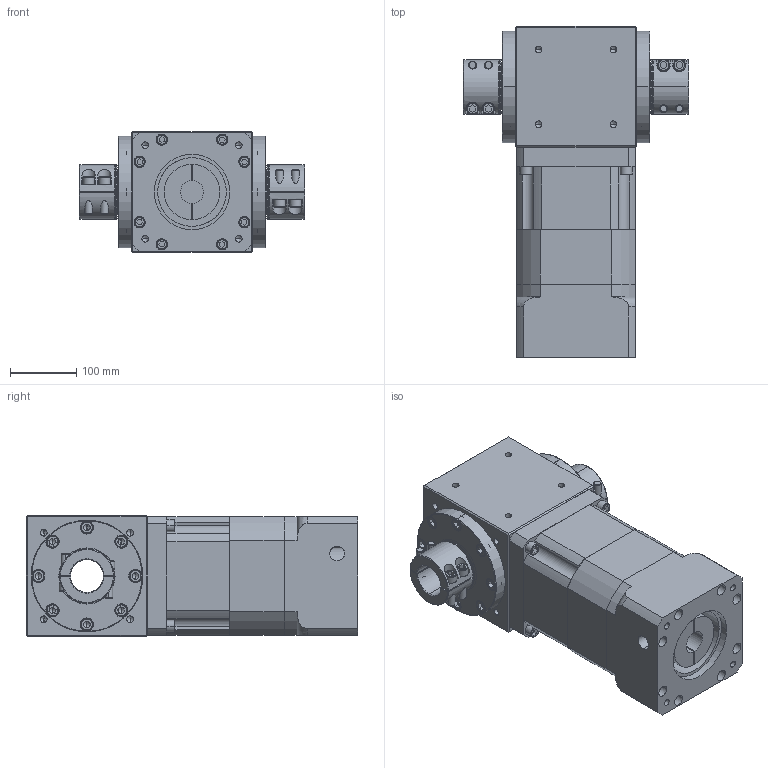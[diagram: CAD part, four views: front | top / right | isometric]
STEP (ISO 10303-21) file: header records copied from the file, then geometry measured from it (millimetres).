
FILE_DESCRIPTION (( 'STEP AP214' ), '1' );
FILE_NAME ('RA180-L2-XX-D-35-114.3-200-M12_2019.STEP', '2019-05-22T02:43:05', ( 'Y' ), ( 'NCU' ), 'SwSTEP 2.0', 'SolidWorks 2016', '' );
FILE_SCHEMA (( 'AUTOMOTIVE_DESIGN' ));
Length unit declared in the file: millimetre
Products named in the file (1): RA180-L2-XX-D-35-114.3-200-M12_2019
Bounding box: 341 x 501 x 183 mm (x, y, z)
Volume: 16154095.9 mm3; surface area: 994333.9 mm2
Topology: 5 solids, 21 shells, 1065 faces, 2554 edges, 1588 vertices
Faces by surface type: plane 481, cylinder 372, cone 158, torus 54
Entity records: 33716 total; most frequent: CARTESIAN_POINT 6960, DIRECTION 5520, ORIENTED_EDGE 4916, EDGE_CURVE 2458, AXIS2_PLACEMENT_3D 2060, VERTEX_POINT 1588, LINE 1400, VECTOR 1400
